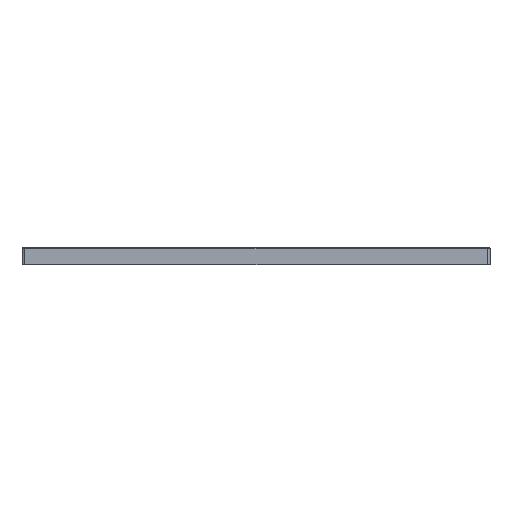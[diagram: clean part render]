
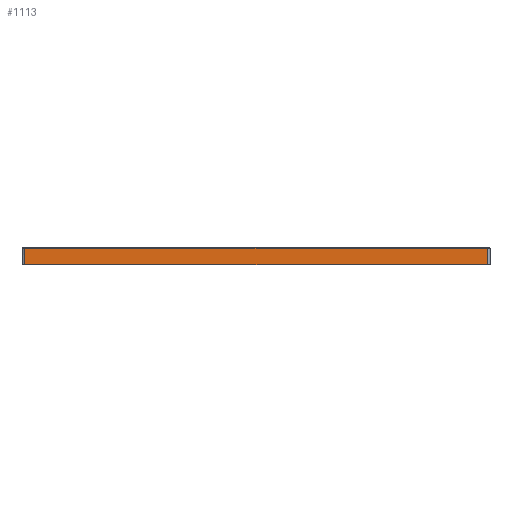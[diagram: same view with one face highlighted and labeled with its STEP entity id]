
A CAD part, left-side view. The second image highlights one B-rep face of the part: STEP entity #1113.
In plain terms, the highlighted planar face has unit normal (-1, 0, 0).
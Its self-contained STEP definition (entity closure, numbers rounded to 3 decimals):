
#356=B_SPLINE_CURVE_WITH_KNOTS('',3,(#18967,#18968,#18969,#18970,#18971,
#18972,#18973,#18974,#18975,#18976,#18977,#18978,#18979),.UNSPECIFIED.,
 .F.,.F.,(4,3,3,3,4),(0.,0.014,0.197,0.381,
1.),.UNSPECIFIED.);
#357=B_SPLINE_CURVE_WITH_KNOTS('',3,(#18981,#18982,#18983,#18984,#18985,
#18986,#18987,#18988,#18989,#18990,#18991,#18992),.UNSPECIFIED.,.F.,.F.,
(4,2,2,2,2,4),(0.,0.5,0.75,0.875,0.938,1.),.UNSPECIFIED.);
#779=FACE_OUTER_BOUND('',#1657,.T.);
#1113=ADVANCED_FACE('',(#779),#1379,.T.);
#1379=PLANE('',#6489);
#1657=EDGE_LOOP('',(#3094,#3095,#3096,#3097,#3098));
#3094=ORIENTED_EDGE('',*,*,#5062,.T.);
#3095=ORIENTED_EDGE('',*,*,#5063,.T.);
#3096=ORIENTED_EDGE('',*,*,#5064,.T.);
#3097=ORIENTED_EDGE('',*,*,#5065,.T.);
#3098=ORIENTED_EDGE('',*,*,#5066,.F.);
#4334=VERTEX_POINT('',#18965);
#4335=VERTEX_POINT('',#18966);
#4336=VERTEX_POINT('',#18980);
#4337=VERTEX_POINT('',#18993);
#4338=VERTEX_POINT('',#18995);
#5062=EDGE_CURVE('',#4334,#4335,#5734,.T.);
#5063=EDGE_CURVE('',#4335,#4336,#356,.T.);
#5064=EDGE_CURVE('',#4336,#4337,#357,.T.);
#5065=EDGE_CURVE('',#4337,#4338,#5735,.T.);
#5066=EDGE_CURVE('',#4334,#4338,#5736,.T.);
#5734=LINE('',#18964,#6118);
#5735=LINE('',#18994,#6119);
#5736=LINE('',#18996,#6120);
#6118=VECTOR('',#7586,1.);
#6119=VECTOR('',#7587,1.);
#6120=VECTOR('',#7588,1.);
#6489=AXIS2_PLACEMENT_3D('',#18997,#7589,#7590);
#7586=DIRECTION('',(0.,0.,1.));
#7587=DIRECTION('',(0.,0.,-1.));
#7588=DIRECTION('',(0.,1.,0.));
#7589=DIRECTION('',(-1.,0.,0.));
#7590=DIRECTION('',(0.,0.,1.));
#18964=CARTESIAN_POINT('',(-200.,-395.,29.));
#18965=CARTESIAN_POINT('',(-200.,-395.,0.));
#18966=CARTESIAN_POINT('',(-200.,-395.,28.475));
#18967=CARTESIAN_POINT('',(-200.,-395.,28.475));
#18968=CARTESIAN_POINT('',(-200.,-393.218,28.467));
#18969=CARTESIAN_POINT('',(-200.,-391.436,28.47));
#18970=CARTESIAN_POINT('',(-200.,-389.654,28.47));
#18971=CARTESIAN_POINT('',(-200.,-365.459,28.471));
#18972=CARTESIAN_POINT('',(-200.,-341.264,28.47));
#18973=CARTESIAN_POINT('',(-200.,-317.069,28.47));
#18974=CARTESIAN_POINT('',(-200.,-292.875,28.47));
#18975=CARTESIAN_POINT('',(-200.,-268.68,28.47));
#18976=CARTESIAN_POINT('',(-200.,-244.485,28.47));
#18977=CARTESIAN_POINT('',(-200.,-162.99,28.47));
#18978=CARTESIAN_POINT('',(-200.,-81.495,28.47));
#18979=CARTESIAN_POINT('',(-200.,0.,28.47));
#18980=CARTESIAN_POINT('',(-200.,0.,28.47));
#18981=CARTESIAN_POINT('',(-200.,0.,28.47));
#18982=CARTESIAN_POINT('',(-200.,65.833,28.47));
#18983=CARTESIAN_POINT('',(-200.,131.667,28.47));
#18984=CARTESIAN_POINT('',(-200.,230.417,28.47));
#18985=CARTESIAN_POINT('',(-200.,263.333,28.47));
#18986=CARTESIAN_POINT('',(-200.,312.708,28.47));
#18987=CARTESIAN_POINT('',(-200.,329.167,28.47));
#18988=CARTESIAN_POINT('',(-200.,353.854,28.47));
#18989=CARTESIAN_POINT('',(-200.,362.083,28.47));
#18990=CARTESIAN_POINT('',(-200.,378.542,28.47));
#18991=CARTESIAN_POINT('',(-200.,386.771,28.44));
#18992=CARTESIAN_POINT('',(-200.,395.,28.475));
#18993=CARTESIAN_POINT('',(-200.,395.,28.475));
#18994=CARTESIAN_POINT('',(-200.,395.,29.));
#18995=CARTESIAN_POINT('',(-200.,395.,0.));
#18996=CARTESIAN_POINT('',(-200.,-400.,0.));
#18997=CARTESIAN_POINT('',(-200.,-400.,29.));
